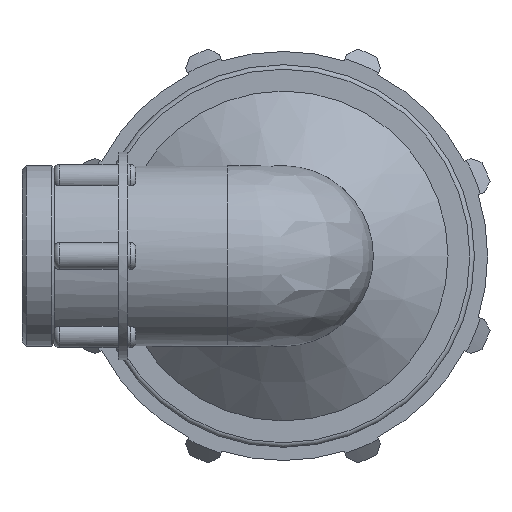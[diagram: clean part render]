
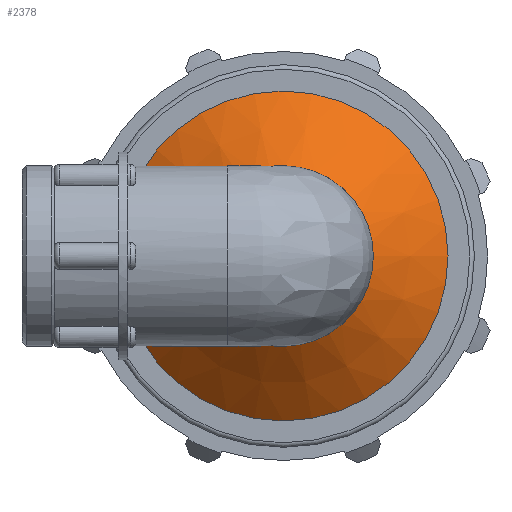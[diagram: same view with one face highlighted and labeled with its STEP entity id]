
A CAD part, left-side view. The second image highlights one B-rep face of the part: STEP entity #2378.
In plain terms, the highlighted conical face has half-angle 50 degrees and reference radius 25.573 mm.
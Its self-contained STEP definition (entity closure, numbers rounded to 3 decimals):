
#46=CONICAL_SURFACE('',#2607,25.573,50.);
#69=FACE_BOUND('',#639,.T.);
#497=FACE_OUTER_BOUND('',#638,.T.);
#638=EDGE_LOOP('',(#1758));
#639=EDGE_LOOP('',(#1759,#1760));
#835=CIRCLE('',#2601,19.689);
#840=CIRCLE('',#2608,36.);
#929=B_SPLINE_CURVE_WITH_KNOTS('',3,(#3976,#3977,#3978,#3979,#3980,#3981,
#3982,#3983,#3984,#3985,#3986,#3987,#3988,#3989,#3990,#3991,#3992,#3993,
#3994,#3995,#3996,#3997),.UNSPECIFIED.,.F.,.F.,(4,2,2,2,2,2,2,2,2,2,4),
(7.984,8.057,8.527,8.997,9.389,
9.78,10.172,10.564,11.034,11.504,
11.576),.UNSPECIFIED.);
#1017=VERTEX_POINT('',#3974);
#1018=VERTEX_POINT('',#3975);
#1026=VERTEX_POINT('',#4161);
#1279=EDGE_CURVE('',#1017,#1018,#929,.T.);
#1296=EDGE_CURVE('',#1017,#1018,#835,.T.);
#1304=EDGE_CURVE('',#1026,#1026,#840,.T.);
#1758=ORIENTED_EDGE('',*,*,#1304,.F.);
#1759=ORIENTED_EDGE('',*,*,#1296,.T.);
#1760=ORIENTED_EDGE('',*,*,#1279,.F.);
#2378=ADVANCED_FACE('',(#497,#69),#46,.T.);
#2601=AXIS2_PLACEMENT_3D('',#4025,#3054,#3055);
#2607=AXIS2_PLACEMENT_3D('',#4160,#3068,#3069);
#2608=AXIS2_PLACEMENT_3D('',#4162,#3070,#3071);
#3054=DIRECTION('center_axis',(1.,0.,0.));
#3055=DIRECTION('ref_axis',(0.,-1.,0.));
#3068=DIRECTION('center_axis',(1.,0.,0.));
#3069=DIRECTION('ref_axis',(0.,1.,0.));
#3070=DIRECTION('center_axis',(1.,0.,0.));
#3071=DIRECTION('ref_axis',(0.,0.,-1.));
#3974=CARTESIAN_POINT('',(14.687,14.687,13.113));
#3975=CARTESIAN_POINT('',(14.687,14.687,-13.113));
#3976=CARTESIAN_POINT('Ctrl Pts',(14.687,14.687,13.113));
#3977=CARTESIAN_POINT('Ctrl Pts',(14.769,14.9,13.021));
#3978=CARTESIAN_POINT('Ctrl Pts',(14.851,15.11,12.928));
#3979=CARTESIAN_POINT('Ctrl Pts',(15.462,16.657,12.216));
#3980=CARTESIAN_POINT('Ctrl Pts',(16.066,18.065,11.436));
#3981=CARTESIAN_POINT('Ctrl Pts',(17.24,20.667,9.574));
#3982=CARTESIAN_POINT('Ctrl Pts',(17.808,21.859,8.49));
#3983=CARTESIAN_POINT('Ctrl Pts',(18.658,23.604,6.373));
#3984=CARTESIAN_POINT('Ctrl Pts',(19.031,24.351,5.211));
#3985=CARTESIAN_POINT('Ctrl Pts',(19.549,25.377,2.679));
#3986=CARTESIAN_POINT('Ctrl Pts',(19.689,25.651,1.306));
#3987=CARTESIAN_POINT('Ctrl Pts',(19.689,25.651,-1.306));
#3988=CARTESIAN_POINT('Ctrl Pts',(19.549,25.377,-2.679));
#3989=CARTESIAN_POINT('Ctrl Pts',(19.031,24.351,-5.211));
#3990=CARTESIAN_POINT('Ctrl Pts',(18.658,23.604,-6.373));
#3991=CARTESIAN_POINT('Ctrl Pts',(17.808,21.859,-8.49));
#3992=CARTESIAN_POINT('Ctrl Pts',(17.24,20.667,-9.574));
#3993=CARTESIAN_POINT('Ctrl Pts',(16.066,18.065,-11.436));
#3994=CARTESIAN_POINT('Ctrl Pts',(15.462,16.657,-12.216));
#3995=CARTESIAN_POINT('Ctrl Pts',(14.851,15.11,-12.928));
#3996=CARTESIAN_POINT('Ctrl Pts',(14.769,14.9,-13.021));
#3997=CARTESIAN_POINT('Ctrl Pts',(14.687,14.687,-13.113));
#4025=CARTESIAN_POINT('Origin',(14.687,0.,0.));
#4160=CARTESIAN_POINT('Origin',(19.624,0.,0.));
#4161=CARTESIAN_POINT('',(28.373,36.,0.));
#4162=CARTESIAN_POINT('Origin',(28.373,0.,0.));
